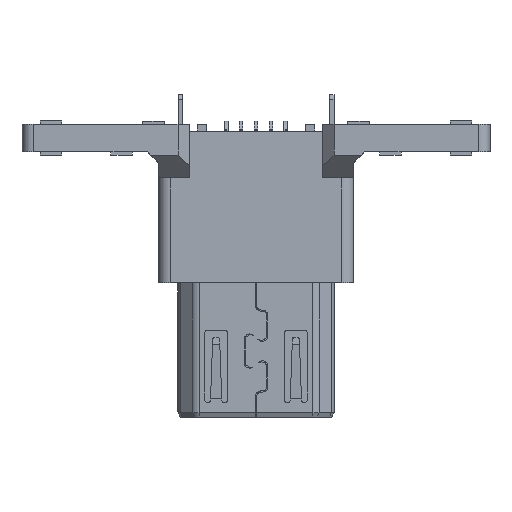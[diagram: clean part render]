
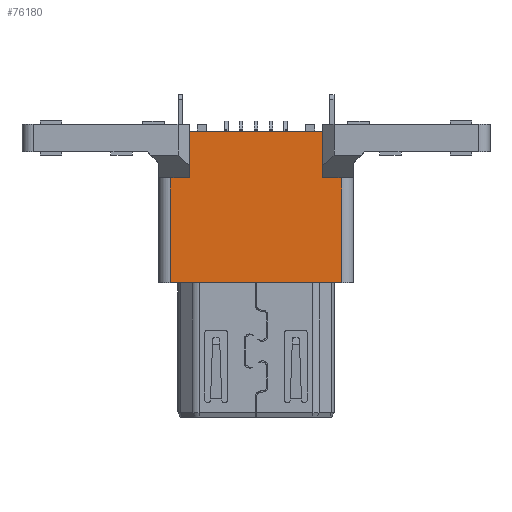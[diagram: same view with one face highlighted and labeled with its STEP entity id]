
A CAD part, top view. The second image highlights one B-rep face of the part: STEP entity #76180.
In plain terms, the highlighted planar face has unit normal (0, 0, 1).
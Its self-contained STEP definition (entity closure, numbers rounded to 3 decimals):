
#23810=CARTESIAN_POINT('',(2.925,3.325,4.2));
#23820=VERTEX_POINT('',#23810);
#23850=CARTESIAN_POINT('',(2.925,-5.139,4.2));
#23860=DIRECTION('',(0.,1.,0.));
#23870=VECTOR('',#23860,1.);
#23880=LINE('',#23850,#23870);
#23890=CARTESIAN_POINT('',(2.925,5.375,4.2));
#23900=VERTEX_POINT('',#23890);
#23910=EDGE_CURVE('',#23820,#23900,#23880,.T.);
#40490=CARTESIAN_POINT('',(-3.775,-1.275,4.2));
#40500=VERTEX_POINT('',#40490);
#40530=CARTESIAN_POINT('',(0.158,-1.275,4.2));
#40540=DIRECTION('',(1.,0.,0.));
#40550=VECTOR('',#40540,1.);
#40560=LINE('',#40530,#40550);
#40570=CARTESIAN_POINT('',(3.775,-1.275,4.2));
#40580=VERTEX_POINT('',#40570);
#40590=EDGE_CURVE('',#40500,#40580,#40560,.T.);
#56680=CARTESIAN_POINT('',(-2.925,5.375,4.2));
#56690=VERTEX_POINT('',#56680);
#56720=CARTESIAN_POINT('',(-2.925,-5.139,4.2));
#56730=DIRECTION('',(0.,-1.,0.));
#56740=VECTOR('',#56730,1.);
#56750=LINE('',#56720,#56740);
#56760=CARTESIAN_POINT('',(-2.925,3.325,4.2));
#56770=VERTEX_POINT('',#56760);
#56780=EDGE_CURVE('',#56690,#56770,#56750,.T.);
#75550=CARTESIAN_POINT('',(0.158,3.325,4.2));
#75560=DIRECTION('',(-1.,-0.,0.));
#75570=VECTOR('',#75560,1.);
#75580=LINE('',#75550,#75570);
#75590=CARTESIAN_POINT('',(-3.775,3.325,4.2));
#75600=VERTEX_POINT('',#75590);
#75610=EDGE_CURVE('',#56770,#75600,#75580,.T.);
#75810=CARTESIAN_POINT('',(3.972,5.549,4.2));
#75820=DIRECTION('',(0.,0.,1.));
#75830=DIRECTION('',(-1.,-0.,0.));
#75840=AXIS2_PLACEMENT_3D('',#75810,#75820,#75830);
#75850=PLANE('',#75840);
#75860=ORIENTED_EDGE('',*,*,#75610,.T.);
#75870=ORIENTED_EDGE('',*,*,#56780,.T.);
#75880=CARTESIAN_POINT('',(0.158,5.375,4.2));
#75890=DIRECTION('',(1.,0.,0.));
#75900=VECTOR('',#75890,1.);
#75910=LINE('',#75880,#75900);
#75920=EDGE_CURVE('',#56690,#23900,#75910,.T.);
#75930=ORIENTED_EDGE('',*,*,#75920,.F.);
#75940=ORIENTED_EDGE('',*,*,#23910,.T.);
#75950=CARTESIAN_POINT('',(0.158,3.325,4.2));
#75960=DIRECTION('',(-1.,-0.,0.));
#75970=VECTOR('',#75960,1.);
#75980=LINE('',#75950,#75970);
#75990=CARTESIAN_POINT('',(3.775,3.325,4.2));
#76000=VERTEX_POINT('',#75990);
#76010=EDGE_CURVE('',#76000,#23820,#75980,.T.);
#76020=ORIENTED_EDGE('',*,*,#76010,.T.);
#76030=CARTESIAN_POINT('',(3.775,3.325,4.2));
#76040=DIRECTION('',(0.,-1.,0.));
#76050=VECTOR('',#76040,1.);
#76060=LINE('',#76030,#76050);
#76070=EDGE_CURVE('',#76000,#40580,#76060,.T.);
#76080=ORIENTED_EDGE('',*,*,#76070,.F.);
#76090=ORIENTED_EDGE('',*,*,#40590,.T.);
#76100=CARTESIAN_POINT('',(-3.775,-1.275,4.2));
#76110=DIRECTION('',(0.,1.,0.));
#76120=VECTOR('',#76110,1.);
#76130=LINE('',#76100,#76120);
#76140=EDGE_CURVE('',#40500,#75600,#76130,.T.);
#76150=ORIENTED_EDGE('',*,*,#76140,.F.);
#76160=EDGE_LOOP('',(#76150,#76090,#76080,#76020,#75940,#75930,#75870,
#75860));
#76170=FACE_OUTER_BOUND('',#76160,.T.);
#76180=ADVANCED_FACE('',(#76170),#75850,.T.);
